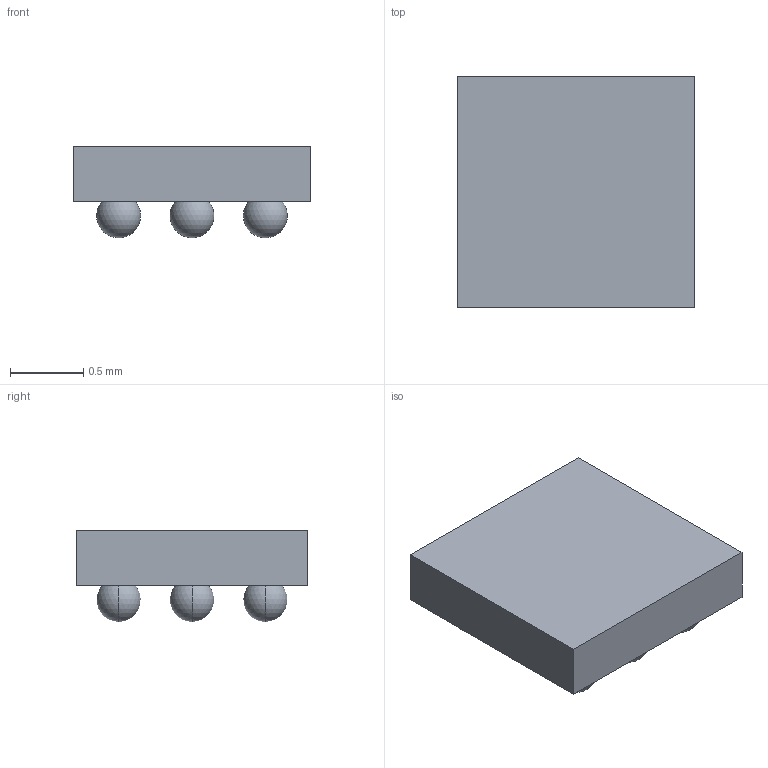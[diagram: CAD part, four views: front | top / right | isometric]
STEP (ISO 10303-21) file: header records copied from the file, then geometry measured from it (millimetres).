
FILE_DESCRIPTION((''),'2;1');
FILE_NAME('YZF0009-C01_ASM','2017-04-12T',('a0412025'),(''),'CREO PARAMETRIC BY PTC INC, 2016050','CREO PARAMETRIC BY PTC INC, 2016050','');
FILE_SCHEMA(('AUTOMOTIVE_DESIGN { 1 0 10303 214 1 1 1 1 }'));
Length unit declared in the file: millimetre
Products named in the file (4): BODY; SOLDER_BALL; PIN1_AREA; YZF0009-C01_ASM
Assembly tree (11 placements, depth 2):
  YZF0009-C01_ASM
    BODY
    SOLDER_BALL  x9
    PIN1_AREA
Bounding box: 1.62 x 1.58 x 0.62 mm (x, y, z)
Volume: 1.1 mm3; surface area: 10 mm2
Topology: 10 solids, 10 shells, 33 faces, 66 edges, 35 vertices
Faces by surface type: sphere 18, plane 15
Entity records: 1051 total; most frequent: PROPERTY_DEFINITION 113, REPRESENTATION 107, PROPERTY_DEFINITION_REPRESENTATION 107, GENERAL_PROPERTY 71, GENERAL_PROPERTY_ASSOCIATION 71, DIRECTION 68, DESCRIPTIVE_REPRESENTATION_ITEM 67, CARTESIAN_POINT 66
